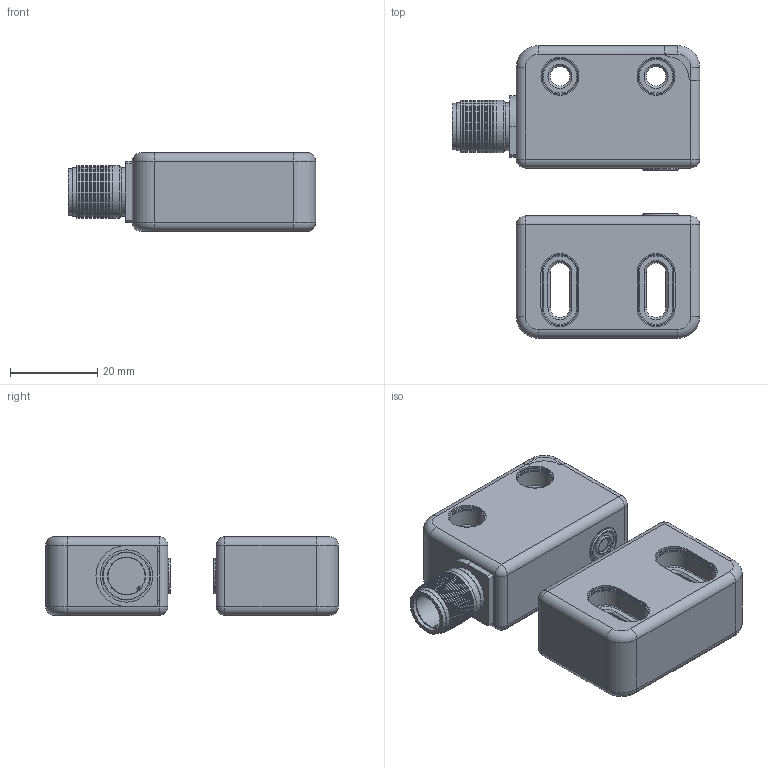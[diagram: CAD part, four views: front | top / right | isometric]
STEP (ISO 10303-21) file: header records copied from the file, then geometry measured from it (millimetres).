
FILE_DESCRIPTION(/* description */ (''),/* implementation_level */ '2;1');
FILE_NAME(/* name */ '3D_SSF8TM.stp',/* time_stamp */ '2024-02-27T08:39:22+01:00',/* author */ (''),/* organization */ (''),/* preprocessor_version */ 'ST-DEVELOPER v16.7',/* originating_system */ 'SIEMENS PLM Software NX 12.0',/* authorisation */ '');
FILE_SCHEMA (('AUTOMOTIVE_DESIGN { 1 0 10303 214 3 1 1 1 }'));
Length unit declared in the file: millimetre
Products named in the file (1): Rugg87004DBCi5kd
Bounding box: 56.66 x 67 x 18 mm (x, y, z)
Surface area: 12046.8 mm2 (no closed solid volume)
Topology: 0 solids, 8 shells, 344 faces, 756 edges, 455 vertices
Faces by surface type: cylinder 131, plane 127, torus 52, cone 25, sphere 8, bspline 1
Full cylindrical faces by diameter (mm): 1.1 x1, 3.3 x2, 4.5 x2, 4.8 x2, 6.7 x2, 8.2 x10, 8.7 x7, 10.7 x1, 11 x2, 11.3 x12, 12 x14
Entity records: 9549 total; most frequent: DIRECTION 1833, CARTESIAN_POINT 1631, ORIENTED_EDGE 1446, EDGE_CURVE 749, AXIS2_PLACEMENT_3D 746, VERTEX_POINT 456, EDGE_LOOP 406, CIRCLE 402
